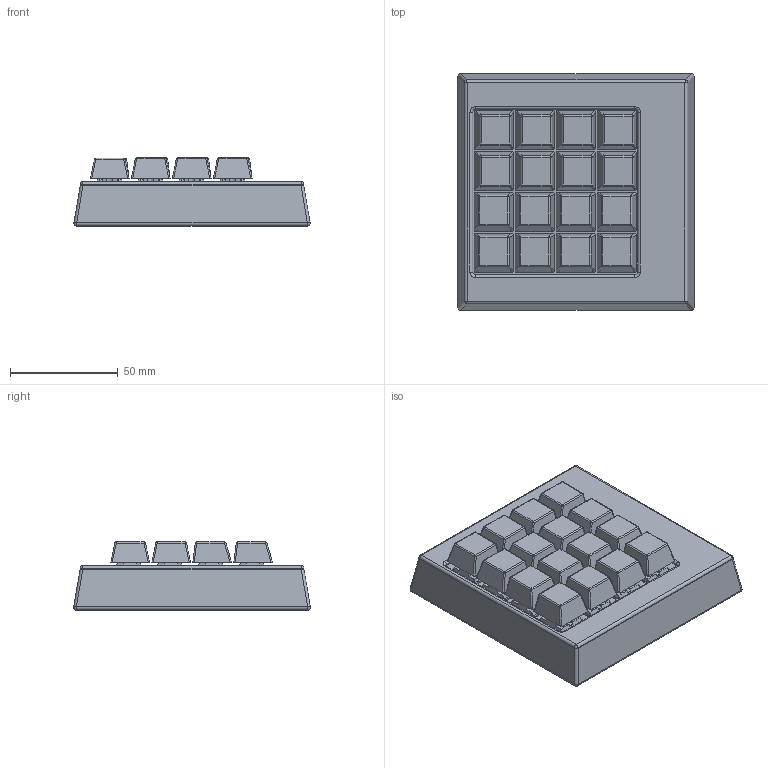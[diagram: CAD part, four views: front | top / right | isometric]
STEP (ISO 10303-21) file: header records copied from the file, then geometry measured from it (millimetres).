
FILE_DESCRIPTION(/* description */ ('STEP AP242 Edition 2','CAx-IF Rec.Pracs.---Representation and Presentation of Product Manufacturing Information (PMI)---4.0---2014-10-13','CAx-IF Rec.Pracs.---3D Tessellated Geometry---0.4---2014-09-14','2;1','CAx-IF Rec.Pracs.---User Defined Attributes---1.5---2016-08-15'),/* implementation_level */ '2;1');
FILE_NAME(/* name */ '69291f0ee2cb2c547321d1dc',/* time_stamp */ '2025-11-28T04:03:27Z',/* author */ (''),/* organization */ (''),/* preprocessor_version */ 'ST-DEVELOPER v20',/* originating_system */ 'ONSHAPE BY PTC INC, 1.207',/* authorisation */ ' ');
FILE_SCHEMA (('AP242_MANAGED_MODEL_BASED_3D_ENGINEERING_MIM_LF { 1 0 10303 442 3 1 4 }'));
Length unit declared in the file: metre
Products named in the file (13): Macropad; Component1; Part 2; Component2; Part 1; Keyboard_PCB
Assembly tree (162 placements, depth 2):
  Macropad
    Component1  x16
    Component1  x16
    Part 2  x16
    Component1  x16
    Component1  x16
    Component1  x16
    Component1  x16
    Component2  x16
    Part 1  x16
    Component1  x16
    Part 1
    Keyboard_PCB
Bounding box: 109.74 x 109.94 x 31.71 mm (x, y, z)
Volume: 147740.6 mm3; surface area: 135252.7 mm2
Topology: 162 solids, 162 shells, 3165 faces, 7942 edges, 5100 vertices
Faces by surface type: plane 2208, cylinder 797, sphere 100, cone 48, bspline 8, torus 4
Full cylindrical faces by diameter (mm): 0.889 x14, 0.9 x32, 1.5 x32, 1.6 x32, 1.75 x32, 3.85 x16, 4 x16, 5 x6, 5.5 x16
Entity records: 16237 total; most frequent: CARTESIAN_POINT 3027, DIRECTION 2707, ORIENTED_EDGE 2172, EDGE_CURVE 1086, AXIS2_PLACEMENT_3D 1015, EDGE_LOOP 905, FACE_BOUND 905, VERTEX_POINT 795
